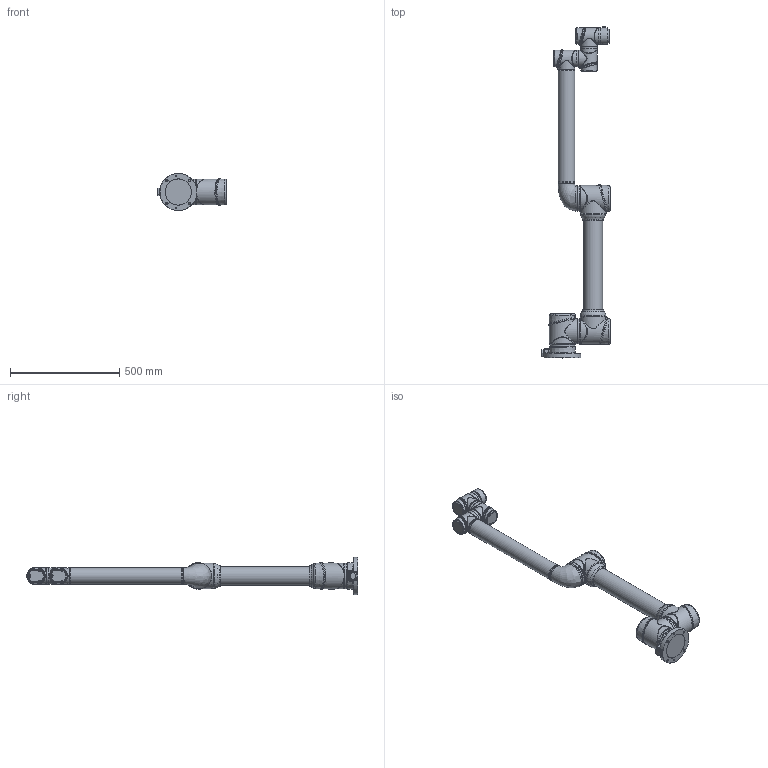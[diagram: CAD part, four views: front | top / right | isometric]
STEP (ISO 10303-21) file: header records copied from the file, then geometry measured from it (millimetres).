
FILE_DESCRIPTION (( 'STEP AP214' ), '1' );
FILE_NAME ('i5L-外发模型.STEP', '2023-05-26T02:45:22', ( '个人用户' ), ( '微软中国' ), 'SwSTEP 2.0', 'SolidWorks 2018', '' );
FILE_SCHEMA (( 'AUTOMOTIVE_DESIGN' ));
Length unit declared in the file: millimetre
Products named in the file (8): i5L-菁釱; i5L-湮旋; i5L-苤旋; i5L-ID1; i5L-俋楷耀倰; i5L-ID5; i5L-ID6; i5L-藺傷
Assembly tree (7 placements, depth 2):
  i5L-俋楷耀倰
    i5L-菁釱
    i5L-ID1
    i5L-湮旋
    i5L-苤旋
    i5L-ID5
    i5L-ID6
    i5L-藺傷
Bounding box: 319.65 x 1518.5 x 170.27 mm (x, y, z)
Volume: 14300405.4 mm3; surface area: 899461.8 mm2
Topology: 11 solids, 39 shells, 2950 faces, 7083 edges, 4350 vertices
Faces by surface type: plane 1161, bspline 771, cylinder 601, torus 221, cone 186, sphere 10
Full cylindrical faces by diameter (mm): 2.5 x7, 3 x11, 3.5 x4, 4 x12, 5 x4, 5.5 x17, 5.6 x4, 6 x3, 10 x14, 12 x1, 14 x1, 15 x4, 23.5 x1, 31.5 x1, 54 x3, 63 x1, 71 x10, 74 x3, 75 x15, 77 x3, 87 x1, 89.5 x3, 112 x10, 112.8 x3, 116 x11
Entity records: 198843 total; most frequent: CARTESIAN_POINT 107591, ORIENTED_EDGE 13138, DIRECTION 10934, EDGE_CURVE 6569, AXIS2_PLACEMENT_3D 4265, VERTEX_POINT 4179, EDGE_LOOP 3476, FACE_OUTER_BOUND 3165
